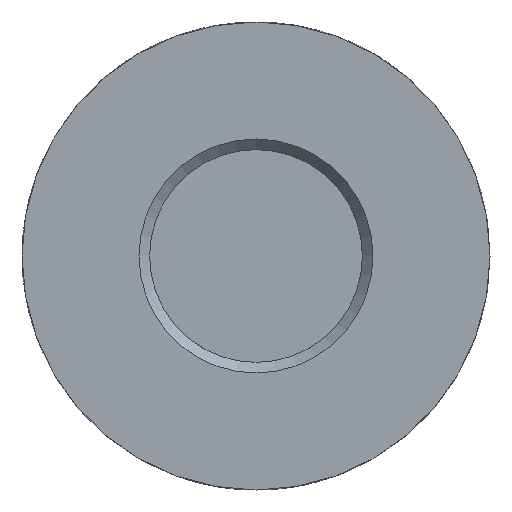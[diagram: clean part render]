
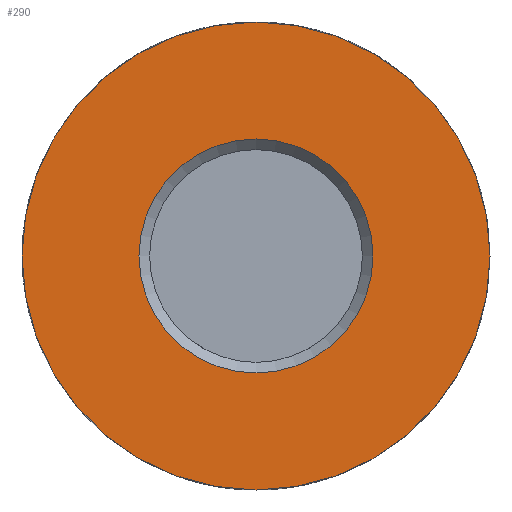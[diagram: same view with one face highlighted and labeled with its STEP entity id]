
A CAD part, front view. The second image highlights one B-rep face of the part: STEP entity #290.
In plain terms, the highlighted planar face has unit normal (0, -1, 0).
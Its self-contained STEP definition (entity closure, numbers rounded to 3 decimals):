
#17=PLANE('',#332);
#24=FACE_BOUND('',#68,.T.);
#29=CIRCLE('',#327,5.5);
#33=CIRCLE('',#333,11.);
#51=FACE_OUTER_BOUND('',#67,.T.);
#67=EDGE_LOOP('',(#214));
#68=EDGE_LOOP('',(#215));
#127=VERTEX_POINT('',#523);
#131=VERTEX_POINT('',#535);
#158=EDGE_CURVE('',#127,#127,#29,.T.);
#164=EDGE_CURVE('',#131,#131,#33,.T.);
#214=ORIENTED_EDGE('',*,*,#164,.F.);
#215=ORIENTED_EDGE('',*,*,#158,.F.);
#290=ADVANCED_FACE('',(#51,#24),#17,.F.);
#327=AXIS2_PLACEMENT_3D('',#524,#365,#366);
#332=AXIS2_PLACEMENT_3D('',#534,#377,#378);
#333=AXIS2_PLACEMENT_3D('',#536,#379,#380);
#365=DIRECTION('center_axis',(0.,-1.,0.));
#366=DIRECTION('ref_axis',(-1.,0.,0.));
#377=DIRECTION('center_axis',(0.,1.,0.));
#378=DIRECTION('ref_axis',(0.,0.,1.));
#379=DIRECTION('center_axis',(0.,1.,0.));
#380=DIRECTION('ref_axis',(-1.,0.,0.));
#523=CARTESIAN_POINT('',(5.5,0.,0.));
#524=CARTESIAN_POINT('Origin',(0.,0.,0.));
#534=CARTESIAN_POINT('Origin',(0.,0.,0.));
#535=CARTESIAN_POINT('',(11.,0.,0.));
#536=CARTESIAN_POINT('Origin',(0.,0.,0.));
